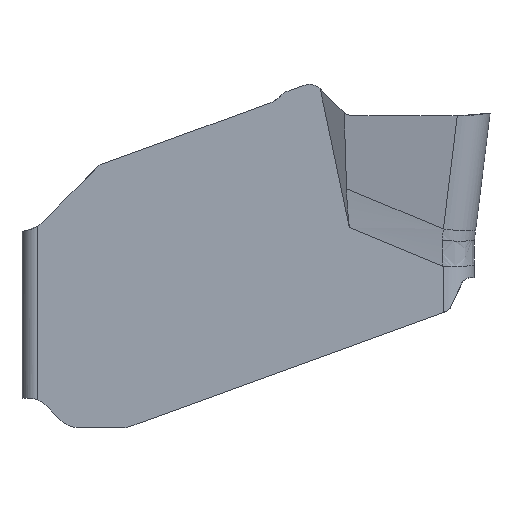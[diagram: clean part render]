
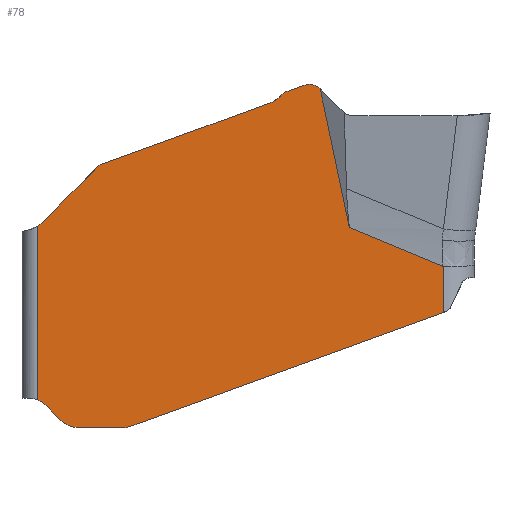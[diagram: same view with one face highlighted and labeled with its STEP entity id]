
A CAD part, left-side view. The second image highlights one B-rep face of the part: STEP entity #78.
In plain terms, the highlighted planar face has unit normal (-1, 0, 0).
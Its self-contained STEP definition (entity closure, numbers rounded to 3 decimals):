
#78=ADVANCED_FACE('',(#142),#124,.F.);
#124=PLANE('',#930);
#142=FACE_OUTER_BOUND('',#188,.T.);
#188=EDGE_LOOP('',(#404,#405,#406,#407,#408,#409,#410,#411,#412,#413,#414,
#415,#416,#417,#418,#419,#420,#421));
#239=CIRCLE('',#924,0.4);
#240=CIRCLE('',#925,0.25);
#241=CIRCLE('',#926,0.3);
#242=CIRCLE('',#927,0.55);
#243=CIRCLE('',#928,0.7);
#244=CIRCLE('',#929,0.3);
#258=LINE('',#1338,#322);
#259=LINE('',#1341,#323);
#260=LINE('',#1348,#324);
#261=LINE('',#1350,#325);
#262=LINE('',#1354,#326);
#263=LINE('',#1377,#327);
#264=LINE('',#1400,#328);
#265=LINE('',#1404,#329);
#266=LINE('',#1408,#330);
#322=VECTOR('',#1009,1.);
#323=VECTOR('',#1010,1.);
#324=VECTOR('',#1011,1.);
#325=VECTOR('',#1012,1.);
#326=VECTOR('',#1015,1.);
#327=VECTOR('',#1018,1.);
#328=VECTOR('',#1021,1.);
#329=VECTOR('',#1024,1.);
#330=VECTOR('',#1027,1.);
#404=ORIENTED_EDGE('',*,*,#738,.T.);
#405=ORIENTED_EDGE('',*,*,#739,.T.);
#406=ORIENTED_EDGE('',*,*,#740,.T.);
#407=ORIENTED_EDGE('',*,*,#741,.F.);
#408=ORIENTED_EDGE('',*,*,#742,.F.);
#409=ORIENTED_EDGE('',*,*,#743,.F.);
#410=ORIENTED_EDGE('',*,*,#744,.F.);
#411=ORIENTED_EDGE('',*,*,#745,.F.);
#412=ORIENTED_EDGE('',*,*,#746,.F.);
#413=ORIENTED_EDGE('',*,*,#747,.F.);
#414=ORIENTED_EDGE('',*,*,#748,.F.);
#415=ORIENTED_EDGE('',*,*,#749,.F.);
#416=ORIENTED_EDGE('',*,*,#750,.T.);
#417=ORIENTED_EDGE('',*,*,#751,.T.);
#418=ORIENTED_EDGE('',*,*,#752,.T.);
#419=ORIENTED_EDGE('',*,*,#753,.T.);
#420=ORIENTED_EDGE('',*,*,#754,.T.);
#421=ORIENTED_EDGE('',*,*,#755,.T.);
#656=VERTEX_POINT('',#1339);
#657=VERTEX_POINT('',#1340);
#658=VERTEX_POINT('',#1342);
#659=VERTEX_POINT('',#1347);
#660=VERTEX_POINT('',#1349);
#661=VERTEX_POINT('',#1351);
#662=VERTEX_POINT('',#1353);
#663=VERTEX_POINT('',#1355);
#664=VERTEX_POINT('',#1357);
#665=VERTEX_POINT('',#1376);
#666=VERTEX_POINT('',#1378);
#667=VERTEX_POINT('',#1380);
#668=VERTEX_POINT('',#1399);
#669=VERTEX_POINT('',#1401);
#670=VERTEX_POINT('',#1403);
#671=VERTEX_POINT('',#1405);
#672=VERTEX_POINT('',#1407);
#673=VERTEX_POINT('',#1409);
#738=EDGE_CURVE('',#656,#657,#258,.T.);
#739=EDGE_CURVE('',#657,#658,#259,.T.);
#740=EDGE_CURVE('',#658,#659,#857,.T.);
#741=EDGE_CURVE('',#660,#659,#260,.T.);
#742=EDGE_CURVE('',#661,#660,#261,.T.);
#743=EDGE_CURVE('',#662,#661,#239,.T.);
#744=EDGE_CURVE('',#663,#662,#262,.T.);
#745=EDGE_CURVE('',#664,#663,#240,.T.);
#746=EDGE_CURVE('',#665,#664,#858,.T.);
#747=EDGE_CURVE('',#666,#665,#263,.T.);
#748=EDGE_CURVE('',#667,#666,#241,.T.);
#749=EDGE_CURVE('',#668,#667,#859,.T.);
#750=EDGE_CURVE('',#668,#669,#264,.T.);
#751=EDGE_CURVE('',#669,#670,#242,.T.);
#752=EDGE_CURVE('',#670,#671,#265,.T.);
#753=EDGE_CURVE('',#671,#672,#243,.T.);
#754=EDGE_CURVE('',#672,#673,#266,.T.);
#755=EDGE_CURVE('',#673,#656,#244,.T.);
#857=B_SPLINE_CURVE_WITH_KNOTS('',3,(#1343,#1344,#1345,#1346),
 .UNSPECIFIED.,.F.,.F.,(4,4),(0.,1.),.UNSPECIFIED.);
#858=B_SPLINE_CURVE_WITH_KNOTS('',3,(#1358,#1359,#1360,#1361,#1362,#1363,
#1364,#1365,#1366,#1367,#1368,#1369,#1370,#1371,#1372,#1373,#1374,#1375),
 .UNSPECIFIED.,.F.,.F.,(4,1,1,1,1,1,1,1,1,1,1,1,1,1,1,4),(0.,0.25,0.5,0.625,
0.688,0.742,0.75,0.766,0.781,0.797,0.813,0.844,0.875,0.938,
0.969,1.),.UNSPECIFIED.);
#859=B_SPLINE_CURVE_WITH_KNOTS('',3,(#1381,#1382,#1383,#1384,#1385,#1386,
#1387,#1388,#1389,#1390,#1391,#1392,#1393,#1394,#1395,#1396,#1397,#1398),
 .UNSPECIFIED.,.F.,.F.,(4,1,1,1,1,1,1,1,1,1,1,1,1,1,1,4),(0.,0.016,
0.026,0.035,0.054,0.128,
0.165,0.198,0.202,0.211,
0.221,0.239,0.276,0.573,
0.871,1.),.UNSPECIFIED.);
#924=AXIS2_PLACEMENT_3D('',#1352,#1013,#1014);
#925=AXIS2_PLACEMENT_3D('',#1356,#1016,#1017);
#926=AXIS2_PLACEMENT_3D('',#1379,#1019,#1020);
#927=AXIS2_PLACEMENT_3D('',#1402,#1022,#1023);
#928=AXIS2_PLACEMENT_3D('',#1406,#1025,#1026);
#929=AXIS2_PLACEMENT_3D('',#1410,#1028,#1029);
#930=AXIS2_PLACEMENT_3D('',#1411,#1030,#1031);
#1009=DIRECTION('',(0.,-0.94,0.342));
#1010=DIRECTION('',(0.,0.,1.));
#1011=DIRECTION('',(0.,-0.924,-0.383));
#1012=DIRECTION('',(0.,-0.206,-0.979));
#1013=DIRECTION('',(1.,0.,0.));
#1014=DIRECTION('',(0.,0.,-1.));
#1015=DIRECTION('',(0.,-0.94,0.342));
#1016=DIRECTION('',(1.,0.,0.));
#1017=DIRECTION('',(0.,0.,-1.));
#1018=DIRECTION('',(0.,-0.94,0.342));
#1019=DIRECTION('',(1.,0.,0.));
#1020=DIRECTION('',(0.,0.,-1.));
#1021=DIRECTION('',(0.,0.,-1.));
#1022=DIRECTION('',(1.,0.,0.));
#1023=DIRECTION('',(0.,0.,-1.));
#1024=DIRECTION('',(0.,-0.707,-0.707));
#1025=DIRECTION('',(-1.,0.,0.));
#1026=DIRECTION('',(0.,0.,-1.));
#1027=DIRECTION('',(0.,-1.,0.));
#1028=DIRECTION('',(-1.,0.,0.));
#1029=DIRECTION('',(0.,0.,-1.));
#1030=DIRECTION('',(1.,0.,0.));
#1031=DIRECTION('',(0.,0.,1.));
#1338=CARTESIAN_POINT('',(-1.6,-5.407,-4.829));
#1339=CARTESIAN_POINT('',(-1.6,3.255,-7.982));
#1340=CARTESIAN_POINT('',(-1.6,-4.81,-5.047));
#1341=CARTESIAN_POINT('',(-1.6,-4.81,-3.708));
#1342=CARTESIAN_POINT('',(-1.6,-4.81,-3.862));
#1343=CARTESIAN_POINT('',(-1.6,-4.81,-3.862));
#1344=CARTESIAN_POINT('',(-1.6,-4.803,-3.862));
#1345=CARTESIAN_POINT('',(-1.6,-4.797,-3.86));
#1346=CARTESIAN_POINT('',(-1.6,-4.791,-3.858));
#1347=CARTESIAN_POINT('',(-1.6,-4.791,-3.858));
#1348=CARTESIAN_POINT('',(-1.6,-2.4,-2.866));
#1349=CARTESIAN_POINT('',(-1.6,-2.4,-2.866));
#1350=CARTESIAN_POINT('',(-1.6,-1.749,0.23));
#1351=CARTESIAN_POINT('',(-1.6,-1.653,0.689));
#1352=CARTESIAN_POINT('',(-1.6,-1.37,0.406));
#1353=CARTESIAN_POINT('',(-1.6,-1.233,0.782));
#1354=CARTESIAN_POINT('',(-1.6,-3.116,1.467));
#1355=CARTESIAN_POINT('',(-1.6,-0.772,0.614));
#1356=CARTESIAN_POINT('',(-1.6,-0.857,0.379));
#1357=CARTESIAN_POINT('',(-1.6,-0.667,0.541));
#1358=CARTESIAN_POINT('',(-1.6,0.868,-0.121));
#1359=CARTESIAN_POINT('',(-1.6,0.736,-0.073));
#1360=CARTESIAN_POINT('',(-1.6,0.472,0.023));
#1361=CARTESIAN_POINT('',(-1.6,0.142,0.143));
#1362=CARTESIAN_POINT('',(-1.6,-0.089,0.227));
#1363=CARTESIAN_POINT('',(-1.6,-0.217,0.274));
#1364=CARTESIAN_POINT('',(-1.6,-0.283,0.298));
#1365=CARTESIAN_POINT('',(-1.6,-0.324,0.313));
#1366=CARTESIAN_POINT('',(-1.6,-0.344,0.32));
#1367=CARTESIAN_POINT('',(-1.6,-0.369,0.33));
#1368=CARTESIAN_POINT('',(-1.6,-0.394,0.339));
#1369=CARTESIAN_POINT('',(-1.6,-0.426,0.354));
#1370=CARTESIAN_POINT('',(-1.6,-0.465,0.374));
#1371=CARTESIAN_POINT('',(-1.6,-0.524,0.411));
#1372=CARTESIAN_POINT('',(-1.6,-0.58,0.454));
#1373=CARTESIAN_POINT('',(-1.6,-0.632,0.502));
#1374=CARTESIAN_POINT('',(-1.6,-0.656,0.527));
#1375=CARTESIAN_POINT('',(-1.6,-0.667,0.541));
#1376=CARTESIAN_POINT('',(-1.6,0.868,-0.121));
#1377=CARTESIAN_POINT('',(-1.6,-3.16,1.345));
#1378=CARTESIAN_POINT('',(-1.6,3.948,-1.242));
#1379=CARTESIAN_POINT('',(-1.6,3.846,-1.524));
#1380=CARTESIAN_POINT('',(-1.6,4.058,-1.312));
#1381=CARTESIAN_POINT('',(-1.6,5.948,-2.958));
#1382=CARTESIAN_POINT('',(-1.6,5.935,-2.956));
#1383=CARTESIAN_POINT('',(-1.6,5.913,-2.952));
#1384=CARTESIAN_POINT('',(-1.6,5.884,-2.947));
#1385=CARTESIAN_POINT('',(-1.6,5.854,-2.94));
#1386=CARTESIAN_POINT('',(-1.6,5.77,-2.919));
#1387=CARTESIAN_POINT('',(-1.6,5.667,-2.875));
#1388=CARTESIAN_POINT('',(-1.6,5.565,-2.808));
#1389=CARTESIAN_POINT('',(-1.6,5.516,-2.768));
#1390=CARTESIAN_POINT('',(-1.6,5.488,-2.742));
#1391=CARTESIAN_POINT('',(-1.6,5.474,-2.728));
#1392=CARTESIAN_POINT('',(-1.6,5.452,-2.706));
#1393=CARTESIAN_POINT('',(-1.6,5.413,-2.667));
#1394=CARTESIAN_POINT('',(-1.6,5.202,-2.456));
#1395=CARTESIAN_POINT('',(-1.6,4.824,-2.078));
#1396=CARTESIAN_POINT('',(-1.6,4.391,-1.645));
#1397=CARTESIAN_POINT('',(-1.6,4.135,-1.39));
#1398=CARTESIAN_POINT('',(-1.6,4.058,-1.312));
#1399=CARTESIAN_POINT('',(-1.6,5.6,-2.83));
#1400=CARTESIAN_POINT('',(-1.6,5.6,3.8));
#1401=CARTESIAN_POINT('',(-1.6,5.6,-7.288));
#1402=CARTESIAN_POINT('',(-1.6,5.8,-7.8));
#1403=CARTESIAN_POINT('',(-1.6,5.411,-7.411));
#1404=CARTESIAN_POINT('',(-1.6,-0.239,-13.061));
#1405=CARTESIAN_POINT('',(-1.6,5.027,-7.795));
#1406=CARTESIAN_POINT('',(-1.6,4.532,-7.3));
#1407=CARTESIAN_POINT('',(-1.6,4.532,-8.));
#1408=CARTESIAN_POINT('',(-1.6,-6.225,-8.));
#1409=CARTESIAN_POINT('',(-1.6,3.357,-8.));
#1410=CARTESIAN_POINT('',(-1.6,3.357,-7.7));
#1411=CARTESIAN_POINT('',(-1.6,-6.225,-7.075));
